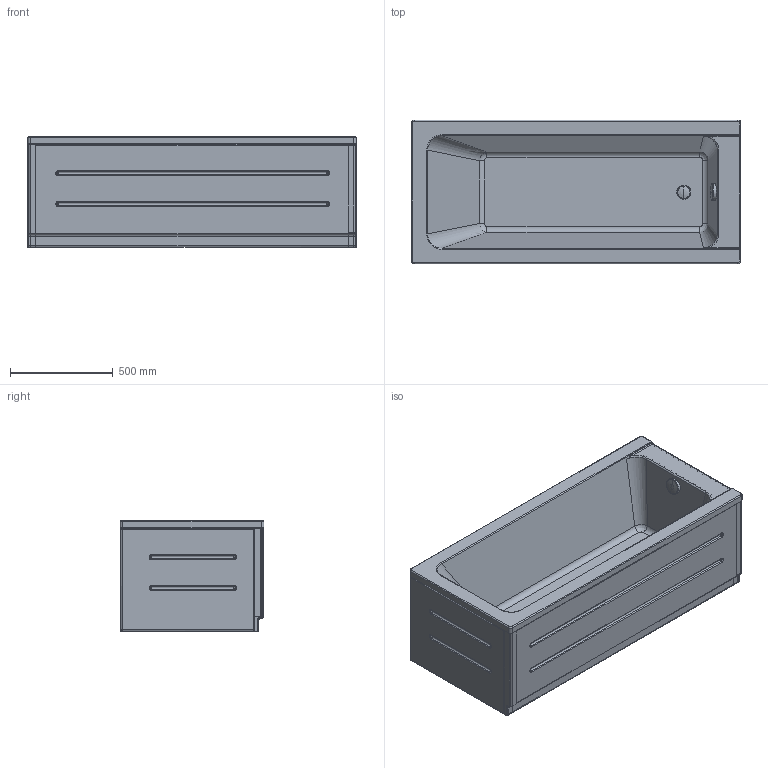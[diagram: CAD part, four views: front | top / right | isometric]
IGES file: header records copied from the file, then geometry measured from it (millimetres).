
Global section: file name: No Iges File Name specified; native system: Autodesk Inventor 2009; preprocessor: AutoDesk Inventor Iges Exporter R2009; author: Andreas; date: 20101211.193525; units: millimetre
Bounding box: 1600.2 x 700 x 537.4 mm (x, y, z)
Volume: 44627131.1 mm3; surface area: 8055717.9 mm2
Topology: 8 solids, 8 shells, 341 faces, 842 edges, 495 vertices
Faces by surface type: plane 110, cylinder 90, bspline 60, revolution 36, torus 32, sphere 11, cone 2
